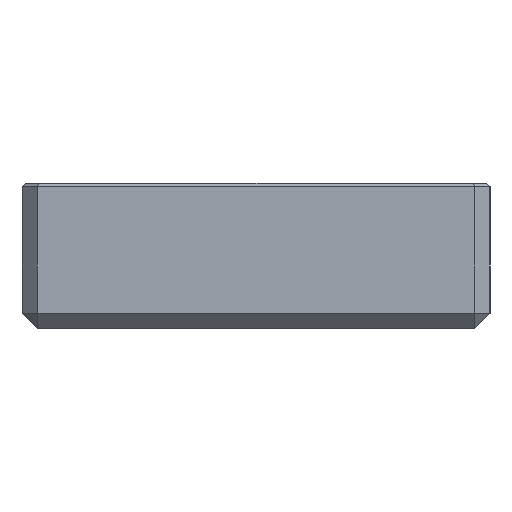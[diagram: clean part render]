
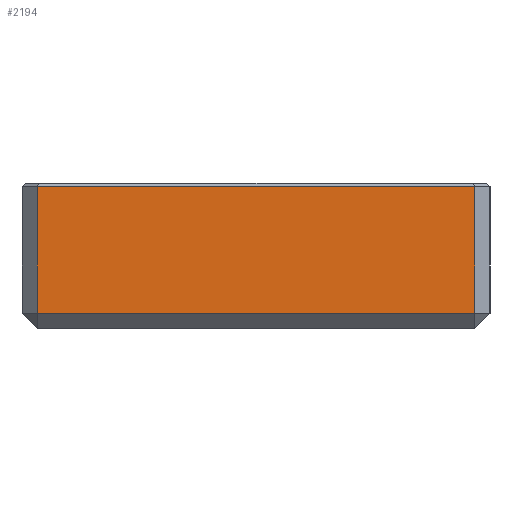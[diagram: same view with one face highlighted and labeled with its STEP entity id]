
A CAD part, left-side view. The second image highlights one B-rep face of the part: STEP entity #2194.
In plain terms, the highlighted planar face has unit normal (-1, 0, 0).
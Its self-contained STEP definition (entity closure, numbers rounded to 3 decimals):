
#224=FACE_OUTER_BOUND('',#364,.T.);
#364=EDGE_LOOP('',(#1953,#1954,#1955,#1956));
#549=LINE('',#3471,#803);
#606=LINE('',#3579,#860);
#611=LINE('',#3588,#865);
#614=LINE('',#3593,#868);
#803=VECTOR('',#2831,10.);
#860=VECTOR('',#2954,10.);
#865=VECTOR('',#2963,10.);
#868=VECTOR('',#2970,10.);
#1028=VERTEX_POINT('',#3464);
#1030=VERTEX_POINT('',#3470);
#1048=VERTEX_POINT('',#3575);
#1049=VERTEX_POINT('',#3582);
#1283=EDGE_CURVE('',#1030,#1028,#549,.T.);
#1340=EDGE_CURVE('',#1028,#1048,#606,.T.);
#1345=EDGE_CURVE('',#1049,#1030,#611,.T.);
#1348=EDGE_CURVE('',#1048,#1049,#614,.T.);
#1953=ORIENTED_EDGE('',*,*,#1283,.F.);
#1954=ORIENTED_EDGE('',*,*,#1345,.F.);
#1955=ORIENTED_EDGE('',*,*,#1348,.F.);
#1956=ORIENTED_EDGE('',*,*,#1340,.F.);
#2064=PLANE('',#2386);
#2194=ADVANCED_FACE('',(#224),#2064,.T.);
#2386=AXIS2_PLACEMENT_3D('',#3609,#2997,#2998);
#2831=DIRECTION('',(0.,-1.,0.));
#2954=DIRECTION('',(0.,0.,-1.));
#2963=DIRECTION('',(0.,0.,1.));
#2970=DIRECTION('',(0.,1.,0.));
#2997=DIRECTION('center_axis',(-1.,0.,0.));
#2998=DIRECTION('ref_axis',(0.,1.,0.));
#3464=CARTESIAN_POINT('',(-44.97,-19.8,2.8));
#3470=CARTESIAN_POINT('',(-44.97,8.8,2.8));
#3471=CARTESIAN_POINT('',(-44.97,-13.15,2.8));
#3575=CARTESIAN_POINT('',(-44.97,-19.8,-5.5));
#3579=CARTESIAN_POINT('',(-44.97,-19.8,0.));
#3582=CARTESIAN_POINT('',(-44.97,8.8,-5.5));
#3588=CARTESIAN_POINT('',(-44.97,8.8,0.));
#3593=CARTESIAN_POINT('',(-44.97,-13.15,-5.5));
#3609=CARTESIAN_POINT('Origin',(-44.97,-20.8,0.));
